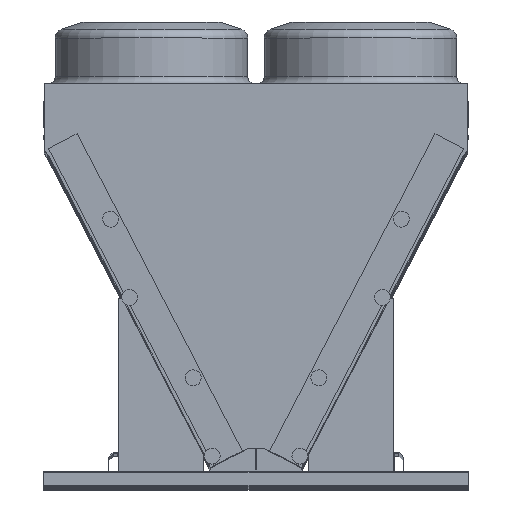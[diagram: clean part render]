
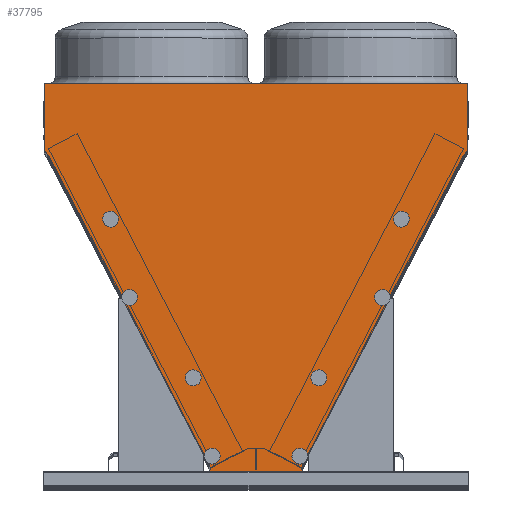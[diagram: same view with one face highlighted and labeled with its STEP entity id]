
A CAD part, top view. The second image highlights one B-rep face of the part: STEP entity #37795.
In plain terms, the highlighted planar face has unit normal (0, 0, 1).
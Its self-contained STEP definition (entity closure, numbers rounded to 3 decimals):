
#132 = DIRECTION ( 'NONE',  ( 0., -1., 0. ) ) ;
#380 = VECTOR ( 'NONE', #18130, 1000. ) ;
#1197 = ORIENTED_EDGE ( 'NONE', *, *, #27526, .T. ) ;
#1909 = PLANE ( 'NONE',  #18362 ) ;
#2486 = LINE ( 'NONE', #18853, #49279 ) ;
#2635 = VERTEX_POINT ( 'NONE', #7765 ) ;
#3139 = EDGE_CURVE ( 'NONE', #16753, #7245, #51111, .T. ) ;
#3151 = CARTESIAN_POINT ( 'NONE',  ( -279.893, 1.482, 0. ) ) ;
#3934 = CARTESIAN_POINT ( 'NONE',  ( -279.893, 1.482, 0. ) ) ;
#3956 = LINE ( 'NONE', #48825, #26759 ) ;
#4655 = VECTOR ( 'NONE', #11117, 1000. ) ;
#4746 = VECTOR ( 'NONE', #11699, 1000. ) ;
#5279 = VECTOR ( 'NONE', #46756, 1000. ) ;
#5844 = VERTEX_POINT ( 'NONE', #29324 ) ;
#6111 = LINE ( 'NONE', #50570, #52848 ) ;
#6300 = ORIENTED_EDGE ( 'NONE', *, *, #27869, .T. ) ;
#6765 = EDGE_CURVE ( 'NONE', #28394, #2635, #24627, .T. ) ;
#7000 = VERTEX_POINT ( 'NONE', #43396 ) ;
#7245 = VERTEX_POINT ( 'NONE', #9313 ) ;
#7765 = CARTESIAN_POINT ( 'NONE',  ( 1136.15, 1727.462, 0. ) ) ;
#8893 = FACE_OUTER_BOUND ( 'NONE', #19659, .T. ) ;
#9313 = CARTESIAN_POINT ( 'NONE',  ( 1126.218, 1711.776, 0. ) ) ;
#11117 = DIRECTION ( 'NONE',  ( 0.887, 0.462, 0. ) ) ;
#11397 = VERTEX_POINT ( 'NONE', #3151 ) ;
#11686 = LINE ( 'NONE', #12962, #47776 ) ;
#11699 = DIRECTION ( 'NONE',  ( 1., 0., 0. ) ) ;
#12002 = LINE ( 'NONE', #45339, #21265 ) ;
#12024 = ORIENTED_EDGE ( 'NONE', *, *, #24737, .T. ) ;
#12962 = CARTESIAN_POINT ( 'NONE',  ( -1136.282, 2083.62, 0. ) ) ;
#13335 = LINE ( 'NONE', #29871, #36015 ) ;
#13661 = EDGE_CURVE ( 'NONE', #42468, #7000, #19791, .T. ) ;
#14400 = CARTESIAN_POINT ( 'NONE',  ( -279.893, 0., 0. ) ) ;
#14835 = EDGE_CURVE ( 'NONE', #58663, #55788, #28960, .T. ) ;
#15131 = CARTESIAN_POINT ( 'NONE',  ( -1136.282, 1727.462, 0. ) ) ;
#15919 = LINE ( 'NONE', #3934, #25174 ) ;
#16335 = ORIENTED_EDGE ( 'NONE', *, *, #3139, .T. ) ;
#16753 = VERTEX_POINT ( 'NONE', #25623 ) ;
#17411 = DIRECTION ( 'NONE',  ( -1., 0., 0. ) ) ;
#17905 = CARTESIAN_POINT ( 'NONE',  ( -1126.246, 1711.83, 0. ) ) ;
#18130 = DIRECTION ( 'NONE',  ( 0.462, 0.887, 0. ) ) ;
#18219 = LINE ( 'NONE', #38241, #4655 ) ;
#18220 = DIRECTION ( 'NONE',  ( 0., 1., 0. ) ) ;
#18362 = AXIS2_PLACEMENT_3D ( 'NONE', #56130, #56331, #29360 ) ;
#18853 = CARTESIAN_POINT ( 'NONE',  ( -245.403, 20.223, 0. ) ) ;
#19315 = VECTOR ( 'NONE', #50922, 1000. ) ;
#19659 = EDGE_LOOP ( 'NONE', ( #6300, #28948, #40516, #1197, #12024, #45400, #34582, #38932, #24712, #54430, #37002, #33176, #50124, #16335, #42254, #20744, #55009, #55126 ) ) ;
#19791 = LINE ( 'NONE', #49808, #27581 ) ;
#20744 = ORIENTED_EDGE ( 'NONE', *, *, #6765, .T. ) ;
#21089 = DIRECTION ( 'NONE',  ( 0., 1., 0. ) ) ;
#21265 = VECTOR ( 'NONE', #132, 1000. ) ;
#23945 = CARTESIAN_POINT ( 'NONE',  ( 1127.607, 1711.053, 0. ) ) ;
#24242 = VECTOR ( 'NONE', #39883, 1000. ) ;
#24627 = LINE ( 'NONE', #55256, #380 ) ;
#24712 = ORIENTED_EDGE ( 'NONE', *, *, #14835, .T. ) ;
#24737 = EDGE_CURVE ( 'NONE', #28806, #5844, #36202, .T. ) ;
#24825 = CARTESIAN_POINT ( 'NONE',  ( -246.893, 1.482, 0. ) ) ;
#25174 = VECTOR ( 'NONE', #35696, 1000. ) ;
#25623 = CARTESIAN_POINT ( 'NONE',  ( 245.39, 20.232, 0. ) ) ;
#25795 = CARTESIAN_POINT ( 'NONE',  ( 279.893, 0., 0. ) ) ;
#26238 = CARTESIAN_POINT ( 'NONE',  ( -1136.282, 1727.462, 0. ) ) ;
#26759 = VECTOR ( 'NONE', #17411, 1000. ) ;
#27190 = EDGE_CURVE ( 'NONE', #38598, #42973, #18219, .T. ) ;
#27526 = EDGE_CURVE ( 'NONE', #42973, #28806, #2486, .T. ) ;
#27581 = VECTOR ( 'NONE', #18220, 1000. ) ;
#27869 = EDGE_CURVE ( 'NONE', #58470, #32214, #41428, .T. ) ;
#28394 = VERTEX_POINT ( 'NONE', #41538 ) ;
#28806 = VERTEX_POINT ( 'NONE', #49422 ) ;
#28948 = ORIENTED_EDGE ( 'NONE', *, *, #57220, .T. ) ;
#28960 = LINE ( 'NONE', #47686, #4746 ) ;
#29324 = CARTESIAN_POINT ( 'NONE',  ( -246.893, 17.358, 0. ) ) ;
#29360 = DIRECTION ( 'NONE',  ( -1., 0., 0. ) ) ;
#29871 = CARTESIAN_POINT ( 'NONE',  ( -246.893, 17.358, 0. ) ) ;
#31104 = LINE ( 'NONE', #43575, #53642 ) ;
#31177 = CARTESIAN_POINT ( 'NONE',  ( 245.39, 20.232, 0. ) ) ;
#31293 = CARTESIAN_POINT ( 'NONE',  ( -1136.282, 2083.62, 0. ) ) ;
#31428 = EDGE_CURVE ( 'NONE', #7245, #28394, #32786, .T. ) ;
#31842 = VERTEX_POINT ( 'NONE', #40415 ) ;
#32214 = VERTEX_POINT ( 'NONE', #26238 ) ;
#32679 = DIRECTION ( 'NONE',  ( -0.463, 0.886, 0. ) ) ;
#32786 = LINE ( 'NONE', #23945, #19315 ) ;
#33176 = ORIENTED_EDGE ( 'NONE', *, *, #13661, .T. ) ;
#33749 = EDGE_CURVE ( 'NONE', #55788, #31842, #31104, .T. ) ;
#34537 = EDGE_CURVE ( 'NONE', #7000, #16753, #6111, .T. ) ;
#34582 = ORIENTED_EDGE ( 'NONE', *, *, #53364, .T. ) ;
#34614 = EDGE_CURVE ( 'NONE', #2635, #51313, #50021, .T. ) ;
#35696 = DIRECTION ( 'NONE',  ( -1., 0., 0. ) ) ;
#36015 = VECTOR ( 'NONE', #47951, 1000. ) ;
#36202 = LINE ( 'NONE', #53508, #24242 ) ;
#36346 = CARTESIAN_POINT ( 'NONE',  ( 246.893, 1.482, 0. ) ) ;
#36391 = EDGE_CURVE ( 'NONE', #31842, #42468, #3956, .T. ) ;
#37002 = ORIENTED_EDGE ( 'NONE', *, *, #36391, .T. ) ;
#37795 = ADVANCED_FACE ( 'NONE', ( #8893 ), #1909, .F. ) ;
#38142 = DIRECTION ( 'NONE',  ( 0., 1., 0. ) ) ;
#38241 = CARTESIAN_POINT ( 'NONE',  ( -1127.739, 1711.053, 0. ) ) ;
#38323 = CARTESIAN_POINT ( 'NONE',  ( 1136.15, 2083.62, 0. ) ) ;
#38598 = VERTEX_POINT ( 'NONE', #57542 ) ;
#38915 = CARTESIAN_POINT ( 'NONE',  ( 1136.15, 2083.62, 0. ) ) ;
#38932 = ORIENTED_EDGE ( 'NONE', *, *, #41365, .T. ) ;
#39102 = VECTOR ( 'NONE', #53807, 1000. ) ;
#39410 = VECTOR ( 'NONE', #38142, 1000. ) ;
#39883 = DIRECTION ( 'NONE',  ( -0.461, -0.887, 0. ) ) ;
#40051 = DIRECTION ( 'NONE',  ( -1., 0., 0. ) ) ;
#40415 = CARTESIAN_POINT ( 'NONE',  ( 279.893, 1.482, 0. ) ) ;
#40516 = ORIENTED_EDGE ( 'NONE', *, *, #27190, .T. ) ;
#41365 = EDGE_CURVE ( 'NONE', #11397, #58663, #12002, .T. ) ;
#41428 = LINE ( 'NONE', #15131, #5279 ) ;
#41538 = CARTESIAN_POINT ( 'NONE',  ( 1127.607, 1711.053, 0. ) ) ;
#42254 = ORIENTED_EDGE ( 'NONE', *, *, #31428, .T. ) ;
#42468 = VERTEX_POINT ( 'NONE', #36346 ) ;
#42674 = LINE ( 'NONE', #43244, #53259 ) ;
#42973 = VERTEX_POINT ( 'NONE', #17905 ) ;
#43244 = CARTESIAN_POINT ( 'NONE',  ( -1127.739, 1711.053, 0. ) ) ;
#43396 = CARTESIAN_POINT ( 'NONE',  ( 246.893, 17.358, 0. ) ) ;
#43575 = CARTESIAN_POINT ( 'NONE',  ( 279.893, 0., 0. ) ) ;
#45339 = CARTESIAN_POINT ( 'NONE',  ( -279.893, 0., 0. ) ) ;
#45400 = ORIENTED_EDGE ( 'NONE', *, *, #50172, .T. ) ;
#46756 = DIRECTION ( 'NONE',  ( 0., -1., 0. ) ) ;
#47686 = CARTESIAN_POINT ( 'NONE',  ( 279.893, 0., 0. ) ) ;
#47776 = VECTOR ( 'NONE', #40051, 1000. ) ;
#47951 = DIRECTION ( 'NONE',  ( 0., -1., 0. ) ) ;
#48825 = CARTESIAN_POINT ( 'NONE',  ( 279.893, 1.482, 0. ) ) ;
#49279 = VECTOR ( 'NONE', #50439, 1000. ) ;
#49422 = CARTESIAN_POINT ( 'NONE',  ( -245.403, 20.223, 0. ) ) ;
#49808 = CARTESIAN_POINT ( 'NONE',  ( 246.893, 17.358, 0. ) ) ;
#50021 = LINE ( 'NONE', #38323, #39410 ) ;
#50124 = ORIENTED_EDGE ( 'NONE', *, *, #34537, .T. ) ;
#50172 = EDGE_CURVE ( 'NONE', #5844, #52026, #13335, .T. ) ;
#50439 = DIRECTION ( 'NONE',  ( 0.462, -0.887, 0. ) ) ;
#50570 = CARTESIAN_POINT ( 'NONE',  ( 246.893, 17.358, 0. ) ) ;
#50922 = DIRECTION ( 'NONE',  ( 0.887, -0.462, 0. ) ) ;
#51111 = LINE ( 'NONE', #31177, #39102 ) ;
#51313 = VERTEX_POINT ( 'NONE', #38915 ) ;
#52026 = VERTEX_POINT ( 'NONE', #24825 ) ;
#52848 = VECTOR ( 'NONE', #32679, 1000. ) ;
#52919 = EDGE_CURVE ( 'NONE', #51313, #58470, #11686, .T. ) ;
#53259 = VECTOR ( 'NONE', #56816, 1000. ) ;
#53364 = EDGE_CURVE ( 'NONE', #52026, #11397, #15919, .T. ) ;
#53508 = CARTESIAN_POINT ( 'NONE',  ( -246.893, 17.358, 0. ) ) ;
#53642 = VECTOR ( 'NONE', #21089, 1000. ) ;
#53807 = DIRECTION ( 'NONE',  ( 0.462, 0.887, 0. ) ) ;
#54430 = ORIENTED_EDGE ( 'NONE', *, *, #33749, .T. ) ;
#55009 = ORIENTED_EDGE ( 'NONE', *, *, #34614, .T. ) ;
#55126 = ORIENTED_EDGE ( 'NONE', *, *, #52919, .T. ) ;
#55256 = CARTESIAN_POINT ( 'NONE',  ( 1127.607, 1711.053, 0. ) ) ;
#55788 = VERTEX_POINT ( 'NONE', #25795 ) ;
#56130 = CARTESIAN_POINT ( 'NONE',  ( 0., 0., 0. ) ) ;
#56331 = DIRECTION ( 'NONE',  ( 0., 0., -1. ) ) ;
#56816 = DIRECTION ( 'NONE',  ( 0.462, -0.887, 0. ) ) ;
#57220 = EDGE_CURVE ( 'NONE', #32214, #38598, #42674, .T. ) ;
#57542 = CARTESIAN_POINT ( 'NONE',  ( -1127.739, 1711.053, 0. ) ) ;
#58470 = VERTEX_POINT ( 'NONE', #31293 ) ;
#58663 = VERTEX_POINT ( 'NONE', #14400 ) ;
